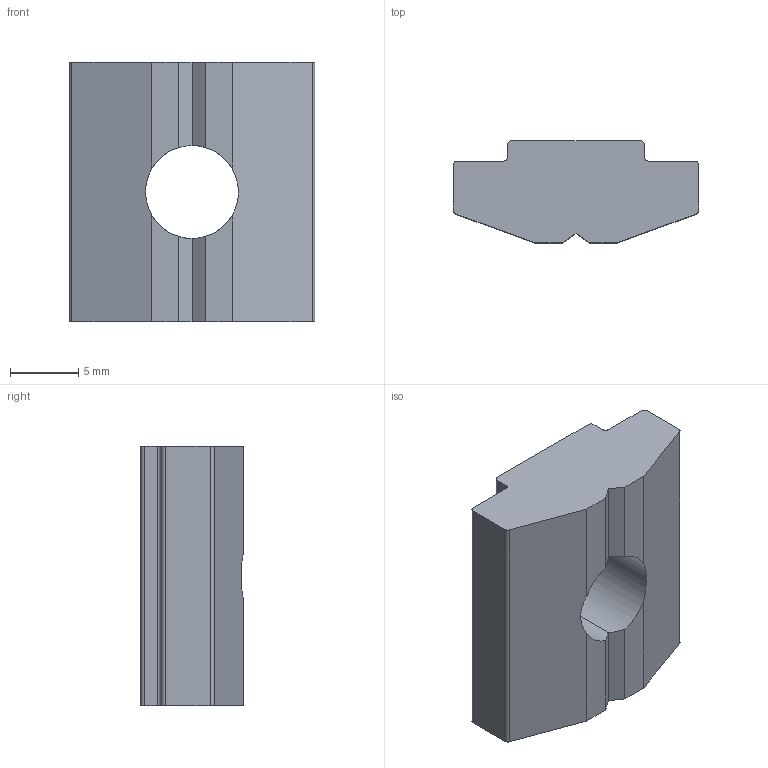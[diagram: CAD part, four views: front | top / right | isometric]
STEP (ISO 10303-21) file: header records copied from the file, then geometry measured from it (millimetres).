
FILE_DESCRIPTION (( 'STEP AP214' ), '1' );
FILE_NAME ('096138.STEP', '2014-08-18T10:49:15', ( '' ), ( '' ), 'SwSTEP 2.0', 'SolidWorks 2014', '' );
FILE_SCHEMA (( 'AUTOMOTIVE_DESIGN' ));
Length unit declared in the file: millimetre
Products named in the file (1): 096138
Bounding box: 18 x 7.5 x 19 mm (x, y, z)
Volume: 1802.5 mm3; surface area: 1192 mm2
Topology: 1 solids, 1 shells, 29 faces, 82 edges, 54 vertices
Faces by surface type: plane 19, cylinder 10
Entity records: 1002 total; most frequent: CARTESIAN_POINT 184, ORIENTED_EDGE 164, DIRECTION 158, EDGE_CURVE 82, VECTOR 54, LINE 54, VERTEX_POINT 54, AXIS2_PLACEMENT_3D 52
